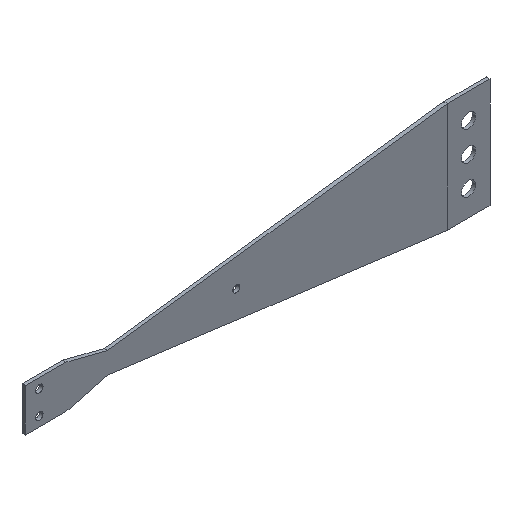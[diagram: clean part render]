
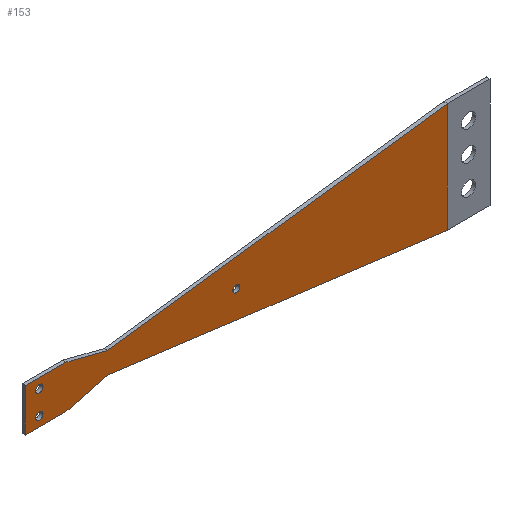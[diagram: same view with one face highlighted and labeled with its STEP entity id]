
A CAD part, isometric view. The second image highlights one B-rep face of the part: STEP entity #153.
In plain terms, the highlighted planar face has unit normal (0, -1, 0).
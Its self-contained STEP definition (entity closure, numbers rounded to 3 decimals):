
#6 = DIRECTION ( 'NONE',  ( -0.969, 0., 0.248 ) ) ;
#11 = CIRCLE ( 'NONE', #14, 2.159 ) ;
#14 = AXIS2_PLACEMENT_3D ( 'NONE', #34, #29, #28 ) ;
#28 = DIRECTION ( 'NONE',  ( 1., 0., 0. ) ) ;
#29 = DIRECTION ( 'NONE',  ( 0., -1., 0. ) ) ;
#30 = VECTOR ( 'NONE', #240, 1000. ) ;
#32 = CARTESIAN_POINT ( 'NONE',  ( -150.421, -2.05, 45.2 ) ) ;
#34 = CARTESIAN_POINT ( 'NONE',  ( -267.188, -2.05, 25.49 ) ) ;
#52 = EDGE_CURVE ( 'NONE', #68, #73, #394, .T. ) ;
#54 = ORIENTED_EDGE ( 'NONE', *, *, #129, .T. ) ;
#68 = VERTEX_POINT ( 'NONE', #529 ) ;
#73 = VERTEX_POINT ( 'NONE', #454 ) ;
#76 = VERTEX_POINT ( 'NONE', #493 ) ;
#77 = EDGE_CURVE ( 'NONE', #76, #79, #510, .T. ) ;
#79 = VERTEX_POINT ( 'NONE', #528 ) ;
#99 = ORIENTED_EDGE ( 'NONE', *, *, #52, .F. ) ;
#105 = ORIENTED_EDGE ( 'NONE', *, *, #77, .F. ) ;
#106 = VERTEX_POINT ( 'NONE', #456 ) ;
#109 = ORIENTED_EDGE ( 'NONE', *, *, #144, .F. ) ;
#111 = VERTEX_POINT ( 'NONE', #461 ) ;
#118 = EDGE_LOOP ( 'NONE', ( #134, #119, #149, #172, #122, #54, #137, #189 ) ) ;
#119 = ORIENTED_EDGE ( 'NONE', *, *, #174, .T. ) ;
#122 = ORIENTED_EDGE ( 'NONE', *, *, #185, .T. ) ;
#129 = EDGE_CURVE ( 'NONE', #152, #111, #544, .T. ) ;
#130 = VERTEX_POINT ( 'NONE', #459 ) ;
#131 = EDGE_CURVE ( 'NONE', #164, #106, #548, .T. ) ;
#132 = EDGE_CURVE ( 'NONE', #73, #68, #11, .T. ) ;
#134 = ORIENTED_EDGE ( 'NONE', *, *, #170, .F. ) ;
#137 = ORIENTED_EDGE ( 'NONE', *, *, #236, .T. ) ;
#142 = ORIENTED_EDGE ( 'NONE', *, *, #132, .F. ) ;
#144 = EDGE_CURVE ( 'NONE', #228, #243, #377, .T. ) ;
#146 = EDGE_LOOP ( 'NONE', ( #181, #109 ) ) ;
#148 = VERTEX_POINT ( 'NONE', #558 ) ;
#149 = ORIENTED_EDGE ( 'NONE', *, *, #131, .T. ) ;
#151 = VERTEX_POINT ( 'NONE', #556 ) ;
#152 = VERTEX_POINT ( 'NONE', #566 ) ;
#153 = ADVANCED_FACE ( 'NONE', ( #562, #557, #559, #560 ), #384, .T. ) ;
#154 = VERTEX_POINT ( 'NONE', #561 ) ;
#164 = VERTEX_POINT ( 'NONE', #378 ) ;
#165 = EDGE_CURVE ( 'NONE', #106, #148, #547, .T. ) ;
#168 = EDGE_CURVE ( 'NONE', #154, #130, #358, .T. ) ;
#170 = EDGE_CURVE ( 'NONE', #151, #130, #632, .T. ) ;
#172 = ORIENTED_EDGE ( 'NONE', *, *, #165, .T. ) ;
#174 = EDGE_CURVE ( 'NONE', #151, #164, #616, .T. ) ;
#175 = EDGE_LOOP ( 'NONE', ( #105, #186 ) ) ;
#181 = ORIENTED_EDGE ( 'NONE', *, *, #201, .F. ) ;
#182 = EDGE_LOOP ( 'NONE', ( #99, #142 ) ) ;
#184 = EDGE_CURVE ( 'NONE', #79, #76, #637, .T. ) ;
#185 = EDGE_CURVE ( 'NONE', #148, #152, #602, .T. ) ;
#186 = ORIENTED_EDGE ( 'NONE', *, *, #184, .F. ) ;
#189 = ORIENTED_EDGE ( 'NONE', *, *, #168, .T. ) ;
#201 = EDGE_CURVE ( 'NONE', #243, #228, #679, .T. ) ;
#228 = VERTEX_POINT ( 'NONE', #682 ) ;
#236 = EDGE_CURVE ( 'NONE', #111, #154, #730, .T. ) ;
#240 = DIRECTION ( 'NONE',  ( -1., 0., 0. ) ) ;
#243 = VERTEX_POINT ( 'NONE', #735 ) ;
#358 = LINE ( 'NONE', #359, #360 ) ;
#359 = CARTESIAN_POINT ( 'NONE',  ( -152.498, -2.05, 16.52 ) ) ;
#360 = VECTOR ( 'NONE', #379, 1000. ) ;
#377 = CIRCLE ( 'NONE', #381, 2.083 ) ;
#378 = CARTESIAN_POINT ( 'NONE',  ( -226.588, -2.05, 38.85 ) ) ;
#379 = DIRECTION ( 'NONE',  ( 0.992, 0., -0.129 ) ) ;
#380 = DIRECTION ( 'NONE',  ( 1., 0., 0. ) ) ;
#381 = AXIS2_PLACEMENT_3D ( 'NONE', #382, #388, #387 ) ;
#382 = CARTESIAN_POINT ( 'NONE',  ( -150.421, -2.05, 32.5 ) ) ;
#384 = PLANE ( 'NONE',  #390 ) ;
#386 = CARTESIAN_POINT ( 'NONE',  ( -150.421, -2.05, 32.5 ) ) ;
#387 = DIRECTION ( 'NONE',  ( 1., 0., 0. ) ) ;
#388 = DIRECTION ( 'NONE',  ( 0., -1., 0. ) ) ;
#389 = DIRECTION ( 'NONE',  ( 0., -1., 0. ) ) ;
#390 = AXIS2_PLACEMENT_3D ( 'NONE', #386, #389, #380 ) ;
#394 = CIRCLE ( 'NONE', #403, 2.159 ) ;
#403 = AXIS2_PLACEMENT_3D ( 'NONE', #416, #415, #414 ) ;
#414 = DIRECTION ( 'NONE',  ( 1., 0., 0. ) ) ;
#415 = DIRECTION ( 'NONE',  ( 0., -1., 0. ) ) ;
#416 = CARTESIAN_POINT ( 'NONE',  ( -267.188, -2.05, 25.49 ) ) ;
#451 = AXIS2_PLACEMENT_3D ( 'NONE', #494, #491, #453 ) ;
#453 = DIRECTION ( 'NONE',  ( 1., 0., 0. ) ) ;
#454 = CARTESIAN_POINT ( 'NONE',  ( -265.029, -2.05, 25.49 ) ) ;
#456 = CARTESIAN_POINT ( 'NONE',  ( -251.443, -2.05, 45.2 ) ) ;
#458 = DIRECTION ( 'NONE',  ( 1., 0., 0. ) ) ;
#459 = CARTESIAN_POINT ( 'NONE',  ( -25.4, -2.05, 0. ) ) ;
#461 = CARTESIAN_POINT ( 'NONE',  ( -251.443, -2.05, 19.8 ) ) ;
#491 = DIRECTION ( 'NONE',  ( 0., -1., 0. ) ) ;
#493 = CARTESIAN_POINT ( 'NONE',  ( -269.347, -2.05, 39.51 ) ) ;
#494 = CARTESIAN_POINT ( 'NONE',  ( -267.188, -2.05, 39.51 ) ) ;
#495 = VECTOR ( 'NONE', #458, 1000. ) ;
#510 = CIRCLE ( 'NONE', #451, 2.159 ) ;
#528 = CARTESIAN_POINT ( 'NONE',  ( -265.029, -2.05, 39.51 ) ) ;
#529 = CARTESIAN_POINT ( 'NONE',  ( -269.347, -2.05, 25.49 ) ) ;
#543 = CARTESIAN_POINT ( 'NONE',  ( -150.421, -2.05, 19.8 ) ) ;
#544 = LINE ( 'NONE', #543, #495 ) ;
#545 = VECTOR ( 'NONE', #6, 1000. ) ;
#546 = CARTESIAN_POINT ( 'NONE',  ( -153.565, -2.05, 20.194 ) ) ;
#547 = LINE ( 'NONE', #32, #30 ) ;
#548 = LINE ( 'NONE', #546, #545 ) ;
#556 = CARTESIAN_POINT ( 'NONE',  ( -25.4, -2.05, 65. ) ) ;
#557 = FACE_BOUND ( 'NONE', #182, .T. ) ;
#558 = CARTESIAN_POINT ( 'NONE',  ( -275.443, -2.05, 45.2 ) ) ;
#559 = FACE_BOUND ( 'NONE', #175, .T. ) ;
#560 = FACE_OUTER_BOUND ( 'NONE', #118, .T. ) ;
#561 = CARTESIAN_POINT ( 'NONE',  ( -226.588, -2.05, 26.15 ) ) ;
#562 = FACE_BOUND ( 'NONE', #146, .T. ) ;
#566 = CARTESIAN_POINT ( 'NONE',  ( -275.443, -2.05, 19.8 ) ) ;
#583 = VECTOR ( 'NONE', #651, 1000. ) ;
#588 = CARTESIAN_POINT ( 'NONE',  ( -25.4, -2.05, 65. ) ) ;
#590 = CARTESIAN_POINT ( 'NONE',  ( -152.498, -2.05, 48.48 ) ) ;
#599 = CARTESIAN_POINT ( 'NONE',  ( -267.188, -2.05, 39.51 ) ) ;
#601 = CARTESIAN_POINT ( 'NONE',  ( -275.443, -2.05, 65. ) ) ;
#602 = LINE ( 'NONE', #601, #648 ) ;
#608 = AXIS2_PLACEMENT_3D ( 'NONE', #599, #642, #646 ) ;
#616 = LINE ( 'NONE', #590, #583 ) ;
#632 = LINE ( 'NONE', #588, #638 ) ;
#637 = CIRCLE ( 'NONE', #608, 2.159 ) ;
#638 = VECTOR ( 'NONE', #643, 1000. ) ;
#642 = DIRECTION ( 'NONE',  ( 0., -1., 0. ) ) ;
#643 = DIRECTION ( 'NONE',  ( 0., 0., -1. ) ) ;
#646 = DIRECTION ( 'NONE',  ( 1., 0., 0. ) ) ;
#647 = DIRECTION ( 'NONE',  ( 0., 0., -1. ) ) ;
#648 = VECTOR ( 'NONE', #647, 1000. ) ;
#651 = DIRECTION ( 'NONE',  ( -0.992, 0., -0.129 ) ) ;
#679 = CIRCLE ( 'NONE', #699, 2.083 ) ;
#682 = CARTESIAN_POINT ( 'NONE',  ( -148.339, -2.05, 32.5 ) ) ;
#693 = CARTESIAN_POINT ( 'NONE',  ( -150.421, -2.05, 32.5 ) ) ;
#699 = AXIS2_PLACEMENT_3D ( 'NONE', #693, #701, #700 ) ;
#700 = DIRECTION ( 'NONE',  ( 1., 0., 0. ) ) ;
#701 = DIRECTION ( 'NONE',  ( 0., -1., 0. ) ) ;
#710 = CARTESIAN_POINT ( 'NONE',  ( -153.565, -2.05, 44.806 ) ) ;
#711 = DIRECTION ( 'NONE',  ( 0.969, 0., 0.248 ) ) ;
#730 = LINE ( 'NONE', #710, #736 ) ;
#735 = CARTESIAN_POINT ( 'NONE',  ( -152.504, -2.05, 32.5 ) ) ;
#736 = VECTOR ( 'NONE', #711, 1000. ) ;
